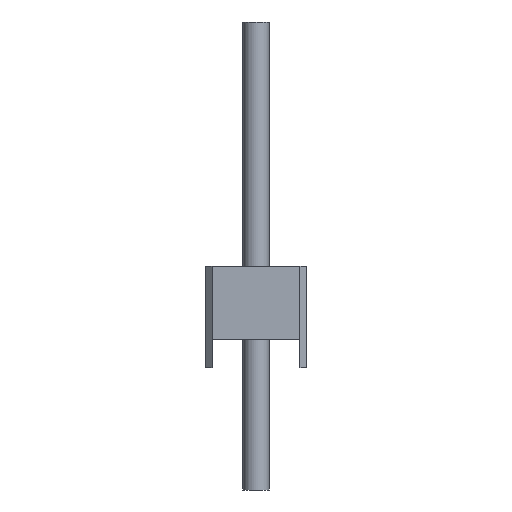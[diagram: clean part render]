
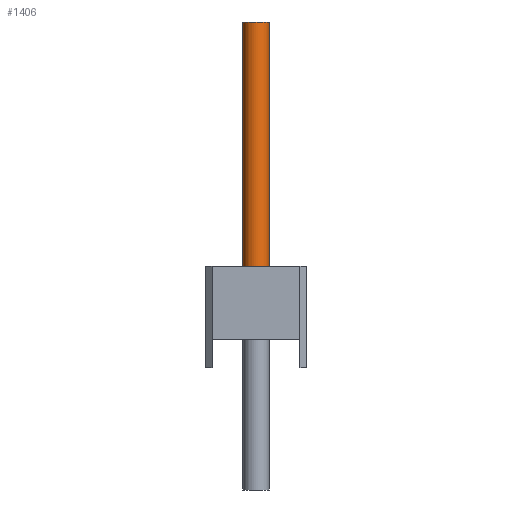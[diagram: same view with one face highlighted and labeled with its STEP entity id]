
A CAD part, left-side view. The second image highlights one B-rep face of the part: STEP entity #1406.
In plain terms, the highlighted cylindrical face has radius 0.32 mm (diameter 0.64 mm), a full revolution.
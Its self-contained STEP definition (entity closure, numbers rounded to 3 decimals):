
#1406=ADVANCED_FACE('',(#2480,#2482),#2484,.T.);
#2480=FACE_OUTER_BOUND('',#2481,.T.);
#2481=EDGE_LOOP('',(#3069));
#2482=FACE_OUTER_BOUND('',#2483,.T.);
#2483=EDGE_LOOP('',(#3070));
#2484=CYLINDRICAL_SURFACE('',#2485,0.32);
#2485=AXIS2_PLACEMENT_3D('',#2486,#2487,#2488);
#2486=CARTESIAN_POINT('',(0.,0.,2.5));
#2487=DIRECTION('',(0.,0.,1.));
#2488=DIRECTION('',(1.,0.,0.));
#3069=ORIENTED_EDGE('',*,*,#3359,.F.);
#3070=ORIENTED_EDGE('',*,*,#3350,.T.);
#3350=EDGE_CURVE('',#3825,#3825,#3826,.T.);
#3359=EDGE_CURVE('',#3838,#3838,#3839,.T.);
#3825=VERTEX_POINT('',#4891);
#3826=CIRCLE('',#4892,0.32);
#3838=VERTEX_POINT('',#4923);
#3839=CIRCLE('',#4924,0.32);
#4891=CARTESIAN_POINT('',(0.32,0.,2.5));
#4892=AXIS2_PLACEMENT_3D('',#4893,#4894,#4895);
#4893=CARTESIAN_POINT('',(0.,0.,2.5));
#4894=DIRECTION('',(0.,0.,1.));
#4895=DIRECTION('',(1.,0.,0.));
#4923=CARTESIAN_POINT('',(0.32,0.,8.5));
#4924=AXIS2_PLACEMENT_3D('',#4925,#4926,#4927);
#4925=CARTESIAN_POINT('',(0.,0.,8.5));
#4926=DIRECTION('',(0.,0.,1.));
#4927=DIRECTION('',(1.,0.,0.));
